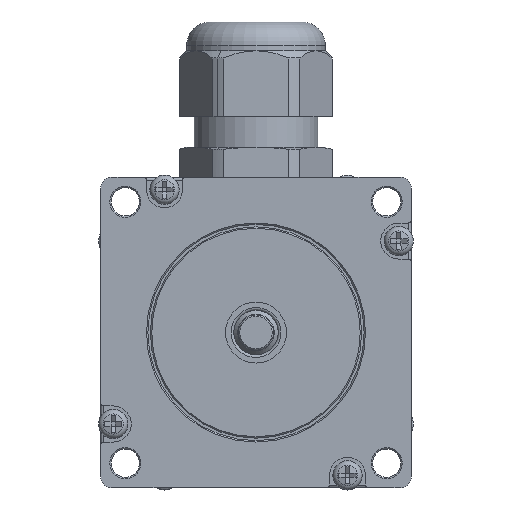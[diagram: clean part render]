
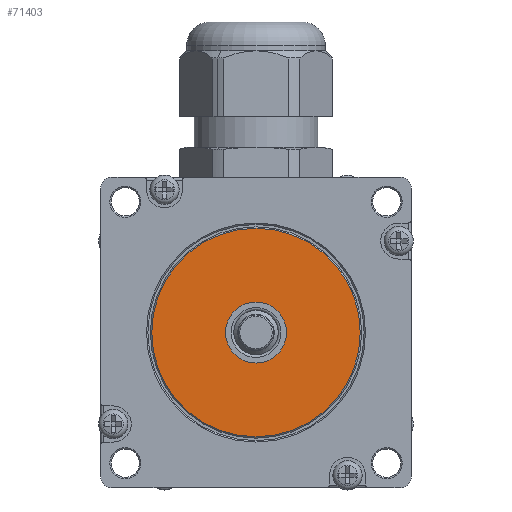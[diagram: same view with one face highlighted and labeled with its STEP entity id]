
A CAD part, front view. The second image highlights one B-rep face of the part: STEP entity #71403.
In plain terms, the highlighted face is planar.
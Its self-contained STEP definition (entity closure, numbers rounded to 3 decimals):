
#4925=PLANE('',#75030);
#26418=VERTEX_POINT('',#122249);
#26421=VERTEX_POINT('',#122257);
#27888=CIRCLE('',#75026,18.8);
#27891=CIRCLE('',#75031,5.5);
#38197=EDGE_CURVE('',#26418,#26418,#27888,.T.);
#38200=EDGE_CURVE('',#26421,#26421,#27891,.T.);
#58739=ORIENTED_EDGE('',*,*,#38200,.F.);
#58740=ORIENTED_EDGE('',*,*,#38197,.F.);
#63230=EDGE_LOOP('',(#58739));
#63231=EDGE_LOOP('',(#58740));
#67457=FACE_BOUND('',#63230,.T.);
#67458=FACE_BOUND('',#63231,.T.);
#71403=ADVANCED_FACE('',(#67457,#67458),#4925,.T.);
#75026=AXIS2_PLACEMENT_3D('',#122248,#86493,#86494);
#75030=AXIS2_PLACEMENT_3D('',#122255,#86501,$);
#75031=AXIS2_PLACEMENT_3D('',#122256,#86502,#86503);
#86493=DIRECTION('',(0.,0.,1.));
#86494=DIRECTION('',(18.8,0.,0.));
#86501=DIRECTION('',(0.,0.,-1.));
#86502=DIRECTION('',(0.,0.,-1.));
#86503=DIRECTION('',(-5.5,0.,0.));
#122248=CARTESIAN_POINT('',(0.,0.,
-6.6));
#122249=CARTESIAN_POINT('',(-18.8,0.,-6.6));
#122255=CARTESIAN_POINT('',(0.,0.,
-6.6));
#122256=CARTESIAN_POINT('',(0.,0.,
-6.6));
#122257=CARTESIAN_POINT('',(-5.5,0.,-6.6));
